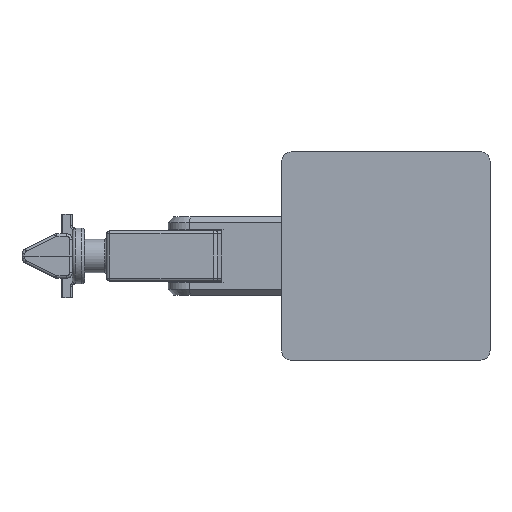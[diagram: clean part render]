
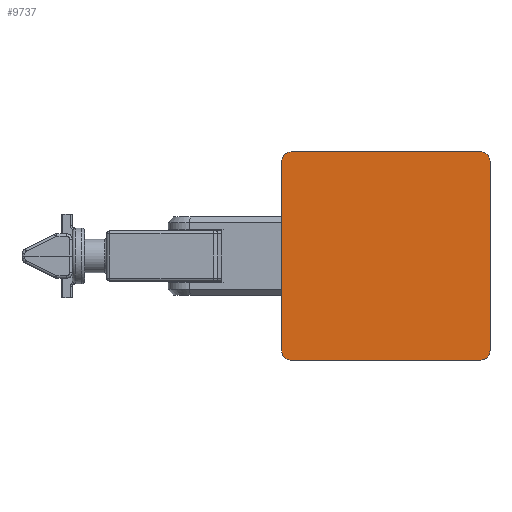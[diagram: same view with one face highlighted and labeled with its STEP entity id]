
A CAD part, front view. The second image highlights one B-rep face of the part: STEP entity #9737.
In plain terms, the highlighted planar face has unit normal (0, -1, 0).
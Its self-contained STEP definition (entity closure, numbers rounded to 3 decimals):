
#342 = CARTESIAN_POINT ( 'NONE',  ( -186.603, -405., 169.282 ) ) ;
#504 = VERTEX_POINT ( 'NONE', #10806 ) ;
#678 = CARTESIAN_POINT ( 'NONE',  ( -163.509, -405., -163.509 ) ) ;
#738 = DIRECTION ( 'NONE',  ( 0., 0., -1. ) ) ;
#783 = CARTESIAN_POINT ( 'NONE',  ( 179.892, -405., 186.603 ) ) ;
#1141 = DIRECTION ( 'NONE',  ( -1., 0., 0. ) ) ;
#1271 = AXIS2_PLACEMENT_3D ( 'NONE', #678, #6481, #738 ) ;
#1807 = CARTESIAN_POINT ( 'NONE',  ( -186.603, -405., -179.892 ) ) ;
#1849 = ORIENTED_EDGE ( 'NONE', *, *, #5828, .T. ) ;
#1971 = LINE ( 'NONE', #5776, #6963 ) ;
#2140 = LINE ( 'NONE', #4824, #7096 ) ;
#2160 = EDGE_CURVE ( 'NONE', #10122, #4320, #12122, .T. ) ;
#2229 = DIRECTION ( 'NONE',  ( 1., 0., 0. ) ) ;
#2314 = ORIENTED_EDGE ( 'NONE', *, *, #4076, .T. ) ;
#2395 = LINE ( 'NONE', #6331, #7792 ) ;
#3089 =( BOUNDED_CURVE ( )  B_SPLINE_CURVE ( 3, ( #11301, #1807, #5364, #3435 ),
 .UNSPECIFIED., .F., .T. ) 
 B_SPLINE_CURVE_WITH_KNOTS ( ( 4, 4 ),
 ( 2.483, 3.801 ),
 .UNSPECIFIED. ) 
 CURVE ( )  GEOMETRIC_REPRESENTATION_ITEM ( )  RATIONAL_B_SPLINE_CURVE ( ( 1., 0.86, 0.86, 1. ) ) 
 REPRESENTATION_ITEM ( '' )  );
#3271 = CARTESIAN_POINT ( 'NONE',  ( 186.603, -405., -179.892 ) ) ;
#3333 = CARTESIAN_POINT ( 'NONE',  ( 179.892, -405., -186.603 ) ) ;
#3434 = CARTESIAN_POINT ( 'NONE',  ( -186.603, -405., 169.282 ) ) ;
#3435 = CARTESIAN_POINT ( 'NONE',  ( -169.282, -405., -186.603 ) ) ;
#3539 = CARTESIAN_POINT ( 'NONE',  ( 186.603, -405., 179.892 ) ) ;
#3716 = CARTESIAN_POINT ( 'NONE',  ( 169.282, -405., 186.603 ) ) ;
#3728 = ORIENTED_EDGE ( 'NONE', *, *, #12096, .T. ) ;
#3741 =( BOUNDED_CURVE ( )  B_SPLINE_CURVE ( 3, ( #10296, #8174, #8111, #3434 ),
 .UNSPECIFIED., .F., .T. ) 
 B_SPLINE_CURVE_WITH_KNOTS ( ( 4, 4 ),
 ( 2.483, 3.801 ),
 .UNSPECIFIED. ) 
 CURVE ( )  GEOMETRIC_REPRESENTATION_ITEM ( )  RATIONAL_B_SPLINE_CURVE ( ( 1., 0.86, 0.86, 1. ) ) 
 REPRESENTATION_ITEM ( '' )  );
#4063 = VERTEX_POINT ( 'NONE', #11238 ) ;
#4076 = EDGE_CURVE ( 'NONE', #504, #10325, #3089, .T. ) ;
#4277 = EDGE_CURVE ( 'NONE', #10325, #4063, #9045, .T. ) ;
#4320 = VERTEX_POINT ( 'NONE', #3716 ) ;
#4342 = EDGE_CURVE ( 'NONE', #6738, #504, #1971, .T. ) ;
#4751 = ORIENTED_EDGE ( 'NONE', *, *, #7212, .T. ) ;
#4824 = CARTESIAN_POINT ( 'NONE',  ( 169.282, -405., 186.603 ) ) ;
#5091 =( BOUNDED_CURVE ( )  B_SPLINE_CURVE ( 3, ( #10192, #3333, #3271, #9193 ),
 .UNSPECIFIED., .F., .T. ) 
 B_SPLINE_CURVE_WITH_KNOTS ( ( 4, 4 ),
 ( 2.483, 3.801 ),
 .UNSPECIFIED. ) 
 CURVE ( )  GEOMETRIC_REPRESENTATION_ITEM ( )  RATIONAL_B_SPLINE_CURVE ( ( 1., 0.86, 0.86, 1. ) ) 
 REPRESENTATION_ITEM ( '' )  );
#5164 = CARTESIAN_POINT ( 'NONE',  ( 186.603, -405., 169.282 ) ) ;
#5208 = EDGE_CURVE ( 'NONE', #11144, #6738, #3741, .T. ) ;
#5364 = CARTESIAN_POINT ( 'NONE',  ( -179.892, -405., -186.603 ) ) ;
#5370 = ORIENTED_EDGE ( 'NONE', *, *, #2160, .T. ) ;
#5399 = ORIENTED_EDGE ( 'NONE', *, *, #4277, .T. ) ;
#5776 = CARTESIAN_POINT ( 'NONE',  ( -186.603, -405., 169.282 ) ) ;
#5828 = EDGE_CURVE ( 'NONE', #9577, #10122, #2395, .T. ) ;
#6331 = CARTESIAN_POINT ( 'NONE',  ( 186.603, -405., -169.282 ) ) ;
#6481 = DIRECTION ( 'NONE',  ( 0., -1., 0. ) ) ;
#6738 = VERTEX_POINT ( 'NONE', #342 ) ;
#6767 = VECTOR ( 'NONE', #2229, 1000. ) ;
#6963 = VECTOR ( 'NONE', #11600, 1000. ) ;
#7053 = FACE_OUTER_BOUND ( 'NONE', #7780, .T. ) ;
#7096 = VECTOR ( 'NONE', #1141, 1000. ) ;
#7104 = CARTESIAN_POINT ( 'NONE',  ( -169.282, -405., 186.603 ) ) ;
#7212 = EDGE_CURVE ( 'NONE', #4063, #9577, #5091, .T. ) ;
#7326 = DIRECTION ( 'NONE',  ( 0., 0., 1. ) ) ;
#7407 = CARTESIAN_POINT ( 'NONE',  ( 169.282, -405., 186.603 ) ) ;
#7780 = EDGE_LOOP ( 'NONE', ( #2314, #5399, #4751, #1849, #5370, #3728, #8087, #8167 ) ) ;
#7792 = VECTOR ( 'NONE', #7326, 1000. ) ;
#8087 = ORIENTED_EDGE ( 'NONE', *, *, #5208, .T. ) ;
#8111 = CARTESIAN_POINT ( 'NONE',  ( -186.603, -405., 179.892 ) ) ;
#8167 = ORIENTED_EDGE ( 'NONE', *, *, #4342, .T. ) ;
#8174 = CARTESIAN_POINT ( 'NONE',  ( -179.892, -405., 186.603 ) ) ;
#8512 = CARTESIAN_POINT ( 'NONE',  ( -169.282, -405., -186.603 ) ) ;
#9045 = LINE ( 'NONE', #11743, #6767 ) ;
#9166 = CARTESIAN_POINT ( 'NONE',  ( 186.603, -405., 169.282 ) ) ;
#9193 = CARTESIAN_POINT ( 'NONE',  ( 186.603, -405., -169.282 ) ) ;
#9488 = CARTESIAN_POINT ( 'NONE',  ( 186.603, -405., -169.282 ) ) ;
#9577 = VERTEX_POINT ( 'NONE', #9488 ) ;
#9737 = ADVANCED_FACE ( 'NONE', ( #7053 ), #11883, .T. ) ;
#10122 = VERTEX_POINT ( 'NONE', #5164 ) ;
#10192 = CARTESIAN_POINT ( 'NONE',  ( 169.282, -405., -186.603 ) ) ;
#10296 = CARTESIAN_POINT ( 'NONE',  ( -169.282, -405., 186.603 ) ) ;
#10325 = VERTEX_POINT ( 'NONE', #8512 ) ;
#10806 = CARTESIAN_POINT ( 'NONE',  ( -186.603, -405., -169.282 ) ) ;
#11144 = VERTEX_POINT ( 'NONE', #7104 ) ;
#11238 = CARTESIAN_POINT ( 'NONE',  ( 169.282, -405., -186.603 ) ) ;
#11301 = CARTESIAN_POINT ( 'NONE',  ( -186.603, -405., -169.282 ) ) ;
#11600 = DIRECTION ( 'NONE',  ( 0., 0., -1. ) ) ;
#11743 = CARTESIAN_POINT ( 'NONE',  ( -169.282, -405., -186.603 ) ) ;
#11883 = PLANE ( 'NONE',  #1271 ) ;
#12096 = EDGE_CURVE ( 'NONE', #4320, #11144, #2140, .T. ) ;
#12122 =( BOUNDED_CURVE ( )  B_SPLINE_CURVE ( 3, ( #9166, #3539, #783, #7407 ),
 .UNSPECIFIED., .F., .T. ) 
 B_SPLINE_CURVE_WITH_KNOTS ( ( 4, 4 ),
 ( 2.483, 3.801 ),
 .UNSPECIFIED. ) 
 CURVE ( )  GEOMETRIC_REPRESENTATION_ITEM ( )  RATIONAL_B_SPLINE_CURVE ( ( 1., 0.86, 0.86, 1. ) ) 
 REPRESENTATION_ITEM ( '' )  );
